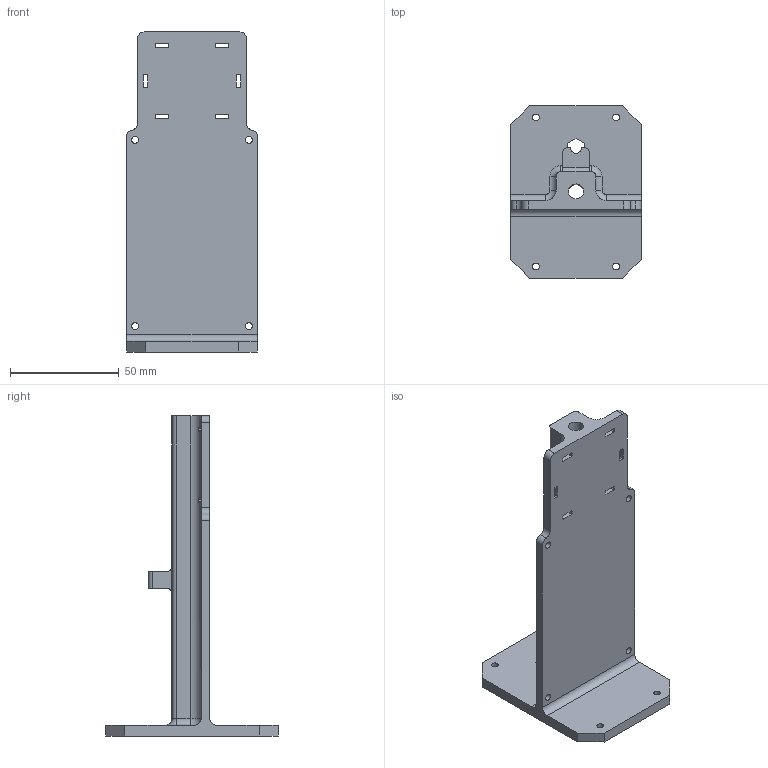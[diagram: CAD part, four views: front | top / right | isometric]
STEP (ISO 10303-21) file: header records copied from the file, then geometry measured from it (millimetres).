
FILE_DESCRIPTION(/* description */ ('CAx-IF Rec.Pracs.---Representation and Presentation of Product Manufacturing Information (PMI)---4.0---2014-10-13','CAx-IF Rec.Pracs.---3D Tessellated Geometry---0.4---2014-09-14','2;1'),/* implementation_level */ '2;1');
FILE_NAME(/* name */ 'cots-altimeter-mount_L-bracket',/* time_stamp */ '2022-02-10T17:34:35-06:00',/* author */ (''),/* organization */ (''),/* preprocessor_version */ 'ST-DEVELOPER v16.7',/* originating_system */ 'SIEMENS PLM Software NX 1934',/* authorisation */ $);
FILE_SCHEMA (('AP242_MANAGED_MODEL_BASED_3D_ENGINEERING_MIM_LF { 1 0 10303 442 1 1 4 }'));
Length unit declared in the file: millimetre
Products named in the file (1): cots-altimeter-mount_L-bracket
Bounding box: 60 x 79.24 x 147 mm (x, y, z)
Volume: 85714.7 mm3; surface area: 34498.5 mm2
Topology: 1 solids, 1 shells, 114 faces, 337 edges, 222 vertices
Faces by surface type: plane 56, cylinder 54, torus 4
Full cylindrical faces by diameter (mm): 3.1 x4, 3.2 x4, 6.85 x1
Entity records: 4001 total; most frequent: CARTESIAN_POINT 721, DIRECTION 678, ORIENTED_EDGE 656, EDGE_CURVE 328, AXIS2_PLACEMENT_3D 243, VERTEX_POINT 222, LINE 208, VECTOR 208
